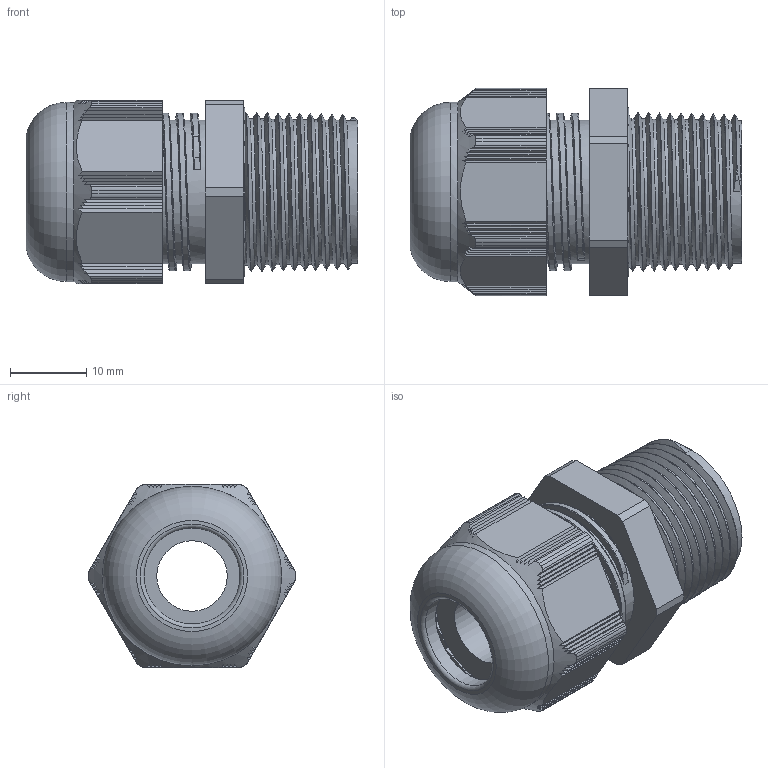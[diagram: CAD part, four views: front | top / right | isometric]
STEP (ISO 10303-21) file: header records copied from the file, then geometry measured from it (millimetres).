
FILE_DESCRIPTION(/* description */ ('Euro-Top NPT 1/2", KB:5-9 mm'),/* implementation_level */ '2;1');
FILE_NAME(/* name */ '11180012-RST.stp',/* time_stamp */ '2019-11-27T15:45:15+01:00',/* author */ ('sl'),/* organization */ (''),/* preprocessor_version */ 'ST-DEVELOPER v16.5',/* originating_system */ 'Autodesk Inventor 2017',/* authorisation */ '');
FILE_SCHEMA (('AUTOMOTIVE_DESIGN { 1 0 10303 214 3 1 1 }'));
Length unit declared in the file: millimetre
Products named in the file (4): 11180012; 11080012; 11080012_1; 11180012_1
Assembly tree (3 placements, depth 2):
  11180012
    11080012
    11080012_1
    11180012_1
Bounding box: 43.52 x 27.16 x 24 mm (x, y, z)
Volume: 10212.7 mm3; surface area: 11037.9 mm2
Topology: 3 solids, 3 shells, 331 faces, 946 edges, 623 vertices
Faces by surface type: plane 196, cylinder 77, bspline 23, torus 20, cone 15
Full cylindrical faces by diameter (mm): 9.24 x1, 12.58 x1, 12.67 x1, 13.8 x1, 16 x1, 16.6 x1, 18.79 x5, 19.29 x6, 21.14 x6, 23.5 x1
Entity records: 16532 total; most frequent: CARTESIAN_POINT 8928, ORIENTED_EDGE 1674, DIRECTION 1448, EDGE_CURVE 837, VERTEX_POINT 562, AXIS2_PLACEMENT_3D 499, LINE 450, VECTOR 450
